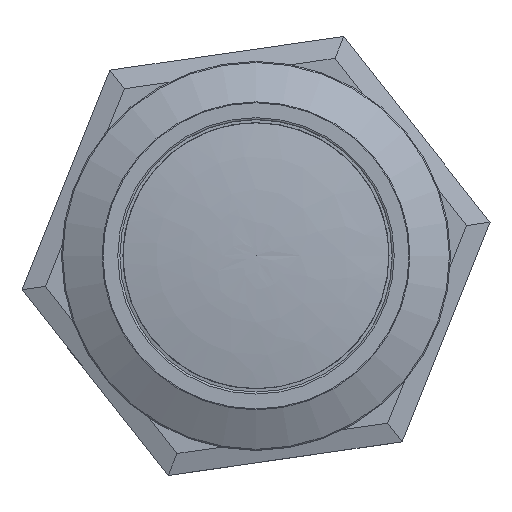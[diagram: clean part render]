
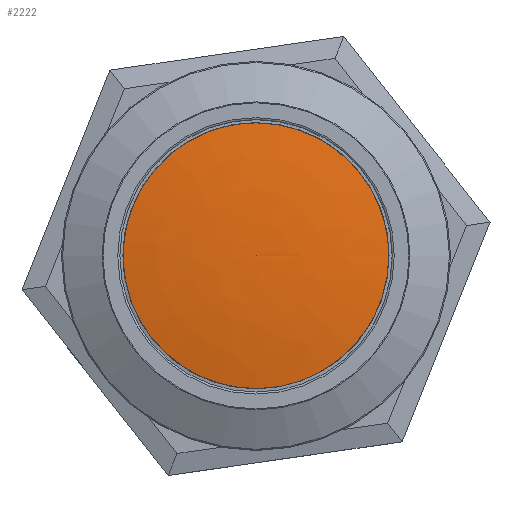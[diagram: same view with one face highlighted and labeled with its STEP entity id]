
A CAD part, top view. The second image highlights one B-rep face of the part: STEP entity #2222.
In plain terms, the highlighted free-form (B-spline) face has degree [2, 2] with [3, 9] control points.
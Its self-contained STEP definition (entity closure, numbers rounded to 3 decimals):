
#11=(
BOUNDED_SURFACE()
B_SPLINE_SURFACE(2,2,((#7260,#7261,#7262,#7263,#7264,#7265,#7266,#7267,
#7268),(#7269,#7270,#7271,#7272,#7273,#7274,#7275,#7276,#7277),(#7278,#7279,
#7280,#7281,#7282,#7283,#7284,#7285,#7286)),.UNSPECIFIED.,.F.,.T.,.F.)
B_SPLINE_SURFACE_WITH_KNOTS((3,3),(3,2,2,2,3),(-1.585,-1.404),
(-3.142,-1.571,0.,1.571,3.142),
 .UNSPECIFIED.)
GEOMETRIC_REPRESENTATION_ITEM()
RATIONAL_B_SPLINE_SURFACE(((1.,0.707,1.,0.707,1.,
0.707,1.,0.707,1.),(0.996,0.704,
0.996,0.704,0.996,0.704,
0.996,0.704,0.996),(1.,0.707,
1.,0.707,1.,0.707,1.,0.707,1.)))
REPRESENTATION_ITEM('')
SURFACE()
);
#100=B_SPLINE_CURVE_WITH_KNOTS('',3,(#7184,#7185,#7186,#7187,#7188,#7189),
 .UNSPECIFIED.,.F.,.F.,(4,1,1,4),(-4.042,-3.753,-3.464,
-3.031),.UNSPECIFIED.);
#101=B_SPLINE_CURVE_WITH_KNOTS('',3,(#7246,#7247,#7248,#7249),
 .UNSPECIFIED.,.F.,.F.,(4,4),(-3.031,-3.03),
 .UNSPECIFIED.);
#102=B_SPLINE_CURVE_WITH_KNOTS('',3,(#7250,#7251,#7252,#7253,#7254,#7255,
#7256,#7257,#7258,#7259),.UNSPECIFIED.,.F.,.F.,(4,1,1,1,1,1,1,4),(-3.03,
-2.598,-2.165,-1.732,-1.299,-0.866,
-0.433,0.),.UNSPECIFIED.);
#679=FACE_OUTER_BOUND('',#829,.T.);
#829=EDGE_LOOP('',(#2065,#2066,#2067,#2068,#2069));
#937=CIRCLE('',#2515,36.059);
#1113=VERTEX_POINT('',#7177);
#1115=VERTEX_POINT('',#7183);
#1120=VERTEX_POINT('',#7245);
#1121=VERTEX_POINT('',#7287);
#1426=EDGE_CURVE('',#1113,#1115,#100,.T.);
#1435=EDGE_CURVE('',#1115,#1120,#101,.T.);
#1436=EDGE_CURVE('',#1120,#1113,#102,.T.);
#1437=EDGE_CURVE('',#1120,#1121,#937,.T.);
#2065=ORIENTED_EDGE('',*,*,#1435,.F.);
#2066=ORIENTED_EDGE('',*,*,#1426,.F.);
#2067=ORIENTED_EDGE('',*,*,#1436,.F.);
#2068=ORIENTED_EDGE('',*,*,#1437,.T.);
#2069=ORIENTED_EDGE('',*,*,#1437,.F.);
#2222=ADVANCED_FACE('',(#679),#11,.F.);
#2515=AXIS2_PLACEMENT_3D('',#7288,#3169,#3170);
#3169=DIRECTION('center_axis',(0.,-1.,0.));
#3170=DIRECTION('ref_axis',(1.,0.,0.));
#7177=CARTESIAN_POINT('',(0.,6.488,9.003));
#7183=CARTESIAN_POINT('',(6.488,0.005,9.003));
#7184=CARTESIAN_POINT('Ctrl Pts',(0.,6.488,
9.003));
#7185=CARTESIAN_POINT('Ctrl Pts',(0.965,6.488,9.003));
#7186=CARTESIAN_POINT('Ctrl Pts',(2.894,6.049,9.003));
#7187=CARTESIAN_POINT('Ctrl Pts',(5.633,3.885,9.003));
#7188=CARTESIAN_POINT('Ctrl Pts',(6.487,1.458,9.003));
#7189=CARTESIAN_POINT('Ctrl Pts',(6.488,0.005,
9.003));
#7245=CARTESIAN_POINT('',(6.488,0.,9.003));
#7246=CARTESIAN_POINT('Ctrl Pts',(6.488,0.005,
9.003));
#7247=CARTESIAN_POINT('Ctrl Pts',(6.488,0.004,
9.003));
#7248=CARTESIAN_POINT('Ctrl Pts',(6.488,0.002,
9.003));
#7249=CARTESIAN_POINT('Ctrl Pts',(6.488,0.,
9.003));
#7250=CARTESIAN_POINT('Ctrl Pts',(6.488,0.,
9.003));
#7251=CARTESIAN_POINT('Ctrl Pts',(6.488,-1.45,9.003));
#7252=CARTESIAN_POINT('Ctrl Pts',(5.475,-4.36,9.003));
#7253=CARTESIAN_POINT('Ctrl Pts',(1.564,-6.824,9.003));
#7254=CARTESIAN_POINT('Ctrl Pts',(-3.032,-6.308,9.003));
#7255=CARTESIAN_POINT('Ctrl Pts',(-6.307,-3.039,9.003));
#7256=CARTESIAN_POINT('Ctrl Pts',(-6.824,1.553,9.003));
#7257=CARTESIAN_POINT('Ctrl Pts',(-4.363,5.474,9.003));
#7258=CARTESIAN_POINT('Ctrl Pts',(-1.447,6.488,9.003));
#7259=CARTESIAN_POINT('Ctrl Pts',(0.,6.488,
9.003));
#7260=CARTESIAN_POINT('Ctrl Pts',(0.,0.,9.5));
#7261=CARTESIAN_POINT('Ctrl Pts',(0.,0.,
9.5));
#7262=CARTESIAN_POINT('Ctrl Pts',(0.,0.,9.5));
#7263=CARTESIAN_POINT('Ctrl Pts',(0.,0.,
9.5));
#7264=CARTESIAN_POINT('Ctrl Pts',(0.,0.,9.5));
#7265=CARTESIAN_POINT('Ctrl Pts',(0.,0.,
9.5));
#7266=CARTESIAN_POINT('Ctrl Pts',(0.,0.,9.5));
#7267=CARTESIAN_POINT('Ctrl Pts',(0.,0.,
9.5));
#7268=CARTESIAN_POINT('Ctrl Pts',(0.,0.,9.5));
#7269=CARTESIAN_POINT('Ctrl Pts',(3.266,0.,9.545));
#7270=CARTESIAN_POINT('Ctrl Pts',(3.266,-3.266,9.545));
#7271=CARTESIAN_POINT('Ctrl Pts',(0.,-3.266,9.545));
#7272=CARTESIAN_POINT('Ctrl Pts',(-3.266,-3.266,9.545));
#7273=CARTESIAN_POINT('Ctrl Pts',(-3.266,0.,9.545));
#7274=CARTESIAN_POINT('Ctrl Pts',(-3.266,3.266,9.545));
#7275=CARTESIAN_POINT('Ctrl Pts',(0.,3.266,9.545));
#7276=CARTESIAN_POINT('Ctrl Pts',(3.266,3.266,9.545));
#7277=CARTESIAN_POINT('Ctrl Pts',(3.266,0.,9.545));
#7278=CARTESIAN_POINT('Ctrl Pts',(6.488,0.,9.003));
#7279=CARTESIAN_POINT('Ctrl Pts',(6.488,-6.488,9.003));
#7280=CARTESIAN_POINT('Ctrl Pts',(0.,-6.488,9.003));
#7281=CARTESIAN_POINT('Ctrl Pts',(-6.488,-6.488,9.003));
#7282=CARTESIAN_POINT('Ctrl Pts',(-6.488,0.,9.003));
#7283=CARTESIAN_POINT('Ctrl Pts',(-6.488,6.488,9.003));
#7284=CARTESIAN_POINT('Ctrl Pts',(0.,6.488,9.003));
#7285=CARTESIAN_POINT('Ctrl Pts',(6.488,6.488,9.003));
#7286=CARTESIAN_POINT('Ctrl Pts',(6.488,0.,9.003));
#7287=CARTESIAN_POINT('',(0.,0.,9.5));
#7288=CARTESIAN_POINT('Origin',(0.5,0.,
-26.556));
